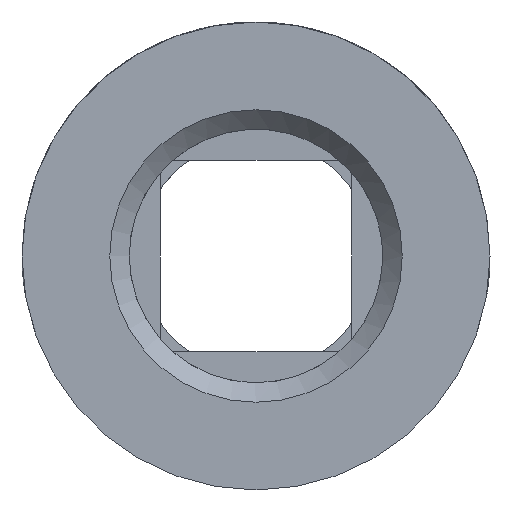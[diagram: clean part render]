
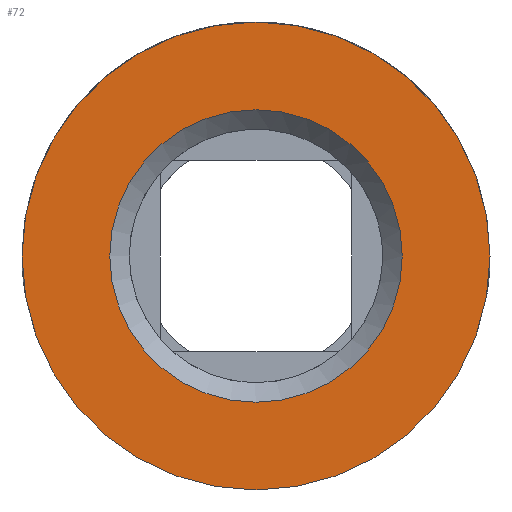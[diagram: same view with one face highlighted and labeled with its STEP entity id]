
A CAD part, left-side view. The second image highlights one B-rep face of the part: STEP entity #72.
In plain terms, the highlighted planar face has unit normal (-1, 0, 0).
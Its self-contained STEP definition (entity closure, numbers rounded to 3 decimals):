
#72 = ADVANCED_FACE( '', ( #165, #166 ), #167, .F. );
#165 = FACE_BOUND( '', #288, .T. );
#166 = FACE_OUTER_BOUND( '', #289, .T. );
#167 = PLANE( '', #290 );
#288 = EDGE_LOOP( '', ( #449 ) );
#289 = EDGE_LOOP( '', ( #450 ) );
#290 = AXIS2_PLACEMENT_3D( '', #451, #452, #453 );
#449 = ORIENTED_EDGE( '', *, *, #709, .T. );
#450 = ORIENTED_EDGE( '', *, *, #710, .T. );
#451 = CARTESIAN_POINT( '', ( -6.759, 3.25, 0. ) );
#452 = DIRECTION( '', ( 1., 0., 0. ) );
#453 = DIRECTION( '', ( 0., 1., 0. ) );
#709 = EDGE_CURVE( '', #846, #846, #847, .T. );
#710 = EDGE_CURVE( '', #848, #848, #849, .T. );
#846 = VERTEX_POINT( '', #1043 );
#847 = CIRCLE( '', #1044, 3.75 );
#848 = VERTEX_POINT( '', #1045 );
#849 = CIRCLE( '', #1046, 6. );
#1043 = CARTESIAN_POINT( '', ( -6.759, 3.75, 0. ) );
#1044 = AXIS2_PLACEMENT_3D( '', #1289, #1290, #1291 );
#1045 = CARTESIAN_POINT( '', ( -6.759, -6., 0. ) );
#1046 = AXIS2_PLACEMENT_3D( '', #1292, #1293, #1294 );
#1289 = CARTESIAN_POINT( '', ( -6.759, 0., 0. ) );
#1290 = DIRECTION( '', ( 1., 0., 0. ) );
#1291 = DIRECTION( '', ( 0., 1., 0. ) );
#1292 = CARTESIAN_POINT( '', ( -6.759, 0., 0. ) );
#1293 = DIRECTION( '', ( -1., 0., 0. ) );
#1294 = DIRECTION( '', ( 0., -1., 0. ) );
